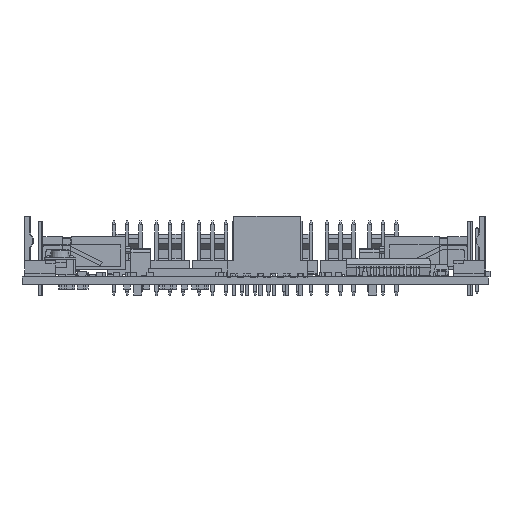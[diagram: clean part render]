
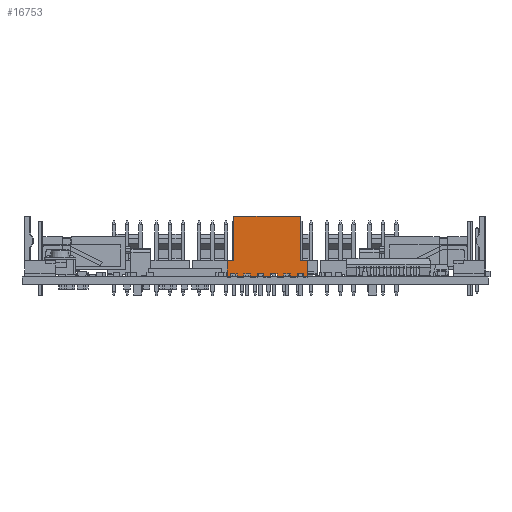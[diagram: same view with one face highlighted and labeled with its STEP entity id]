
A CAD part, front view. The second image highlights one B-rep face of the part: STEP entity #16753.
In plain terms, the highlighted face is planar.
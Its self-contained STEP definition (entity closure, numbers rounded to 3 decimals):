
#13303 = VERTEX_POINT('',#13304);
#13304 = CARTESIAN_POINT('',(0.635,-0.953,-2.87));
#13321 = VERTEX_POINT('',#13322);
#13322 = CARTESIAN_POINT('',(0.635,-1.588,-2.87));
#13328 = EDGE_CURVE('',#13303,#13321,#13329,.T.);
#13329 = LINE('',#13330,#13331);
#13330 = CARTESIAN_POINT('',(0.635,-1.27,-2.87));
#13331 = VECTOR('',#13332,1.);
#13332 = DIRECTION('',(0.,-1.,0.));
#13362 = VERTEX_POINT('',#13363);
#13363 = CARTESIAN_POINT('',(-0.635,-1.588,-2.87));
#13369 = EDGE_CURVE('',#13362,#13321,#13370,.T.);
#13370 = LINE('',#13371,#13372);
#13371 = CARTESIAN_POINT('',(0.,-1.588,-2.87));
#13372 = VECTOR('',#13373,1.);
#13373 = DIRECTION('',(1.,0.,0.));
#13484 = EDGE_CURVE('',#13485,#13303,#13487,.T.);
#13485 = VERTEX_POINT('',#13486);
#13486 = CARTESIAN_POINT('',(1.905,-0.953,-2.87));
#13487 = LINE('',#13488,#13489);
#13488 = CARTESIAN_POINT('',(1.27,-0.953,-2.87));
#13489 = VECTOR('',#13490,1.);
#13490 = DIRECTION('',(-1.,0.,0.));
#13509 = VERTEX_POINT('',#13510);
#13510 = CARTESIAN_POINT('',(-0.635,-0.953,-2.87));
#13516 = EDGE_CURVE('',#13362,#13509,#13517,.T.);
#13517 = LINE('',#13518,#13519);
#13518 = CARTESIAN_POINT('',(-0.635,-1.27,-2.87));
#13519 = VECTOR('',#13520,1.);
#13520 = DIRECTION('',(0.,1.,0.));
#13555 = EDGE_CURVE('',#13556,#13485,#13558,.T.);
#13556 = VERTEX_POINT('',#13557);
#13557 = CARTESIAN_POINT('',(1.905,-1.588,-2.87));
#13558 = LINE('',#13559,#13560);
#13559 = CARTESIAN_POINT('',(1.905,-1.27,-2.87));
#13560 = VECTOR('',#13561,1.);
#13561 = DIRECTION('',(0.,1.,0.));
#13640 = VERTEX_POINT('',#13641);
#13641 = CARTESIAN_POINT('',(-1.905,-0.953,-2.87));
#13647 = EDGE_CURVE('',#13509,#13640,#13648,.T.);
#13648 = LINE('',#13649,#13650);
#13649 = CARTESIAN_POINT('',(-1.27,-0.953,-2.87));
#13650 = VECTOR('',#13651,1.);
#13651 = DIRECTION('',(-1.,0.,0.));
#13663 = EDGE_CURVE('',#13556,#13664,#13666,.T.);
#13664 = VERTEX_POINT('',#13665);
#13665 = CARTESIAN_POINT('',(3.175,-1.588,-2.87));
#13666 = LINE('',#13667,#13668);
#13667 = CARTESIAN_POINT('',(0.,-1.588,-2.87));
#13668 = VECTOR('',#13669,1.);
#13669 = DIRECTION('',(1.,0.,0.));
#13782 = VERTEX_POINT('',#13783);
#13783 = CARTESIAN_POINT('',(-1.905,-1.588,-2.87));
#13789 = EDGE_CURVE('',#13640,#13782,#13790,.T.);
#13790 = LINE('',#13791,#13792);
#13791 = CARTESIAN_POINT('',(-1.905,-1.27,-2.87));
#13792 = VECTOR('',#13793,1.);
#13793 = DIRECTION('',(0.,-1.,0.));
#13844 = VERTEX_POINT('',#13845);
#13845 = CARTESIAN_POINT('',(3.175,-0.953,-2.87));
#13860 = EDGE_CURVE('',#13844,#13664,#13861,.T.);
#13861 = LINE('',#13862,#13863);
#13862 = CARTESIAN_POINT('',(3.175,-1.27,-2.87));
#13863 = VECTOR('',#13864,1.);
#13864 = DIRECTION('',(0.,-1.,0.));
#13894 = VERTEX_POINT('',#13895);
#13895 = CARTESIAN_POINT('',(-3.175,-1.588,-2.87));
#13901 = EDGE_CURVE('',#13894,#13782,#13902,.T.);
#13902 = LINE('',#13903,#13904);
#13903 = CARTESIAN_POINT('',(0.,-1.588,-2.87));
#13904 = VECTOR('',#13905,1.);
#13905 = DIRECTION('',(1.,0.,0.));
#14016 = EDGE_CURVE('',#14017,#13844,#14019,.T.);
#14017 = VERTEX_POINT('',#14018);
#14018 = CARTESIAN_POINT('',(4.445,-0.953,-2.87));
#14019 = LINE('',#14020,#14021);
#14020 = CARTESIAN_POINT('',(3.81,-0.953,-2.87));
#14021 = VECTOR('',#14022,1.);
#14022 = DIRECTION('',(-1.,0.,0.));
#14041 = VERTEX_POINT('',#14042);
#14042 = CARTESIAN_POINT('',(-3.175,-0.953,-2.87));
#14048 = EDGE_CURVE('',#13894,#14041,#14049,.T.);
#14049 = LINE('',#14050,#14051);
#14050 = CARTESIAN_POINT('',(-3.175,-1.27,-2.87));
#14051 = VECTOR('',#14052,1.);
#14052 = DIRECTION('',(0.,1.,0.));
#14087 = EDGE_CURVE('',#14088,#14017,#14090,.T.);
#14088 = VERTEX_POINT('',#14089);
#14089 = CARTESIAN_POINT('',(4.445,-1.588,-2.87));
#14090 = LINE('',#14091,#14092);
#14091 = CARTESIAN_POINT('',(4.445,-1.27,-2.87));
#14092 = VECTOR('',#14093,1.);
#14093 = DIRECTION('',(0.,1.,0.));
#14172 = VERTEX_POINT('',#14173);
#14173 = CARTESIAN_POINT('',(-4.445,-0.953,-2.87));
#14179 = EDGE_CURVE('',#14041,#14172,#14180,.T.);
#14180 = LINE('',#14181,#14182);
#14181 = CARTESIAN_POINT('',(-3.81,-0.953,-2.87));
#14182 = VECTOR('',#14183,1.);
#14183 = DIRECTION('',(-1.,0.,0.));
#14195 = EDGE_CURVE('',#14088,#14196,#14198,.T.);
#14196 = VERTEX_POINT('',#14197);
#14197 = CARTESIAN_POINT('',(5.715,-1.588,-2.87));
#14198 = LINE('',#14199,#14200);
#14199 = CARTESIAN_POINT('',(0.,-1.588,-2.87));
#14200 = VECTOR('',#14201,1.);
#14201 = DIRECTION('',(1.,0.,0.));
#14314 = VERTEX_POINT('',#14315);
#14315 = CARTESIAN_POINT('',(-4.445,-1.588,-2.87));
#14321 = EDGE_CURVE('',#14172,#14314,#14322,.T.);
#14322 = LINE('',#14323,#14324);
#14323 = CARTESIAN_POINT('',(-4.445,-1.27,-2.87));
#14324 = VECTOR('',#14325,1.);
#14325 = DIRECTION('',(0.,-1.,0.));
#14376 = VERTEX_POINT('',#14377);
#14377 = CARTESIAN_POINT('',(5.715,-0.953,-2.87));
#14392 = EDGE_CURVE('',#14376,#14196,#14393,.T.);
#14393 = LINE('',#14394,#14395);
#14394 = CARTESIAN_POINT('',(5.715,-1.27,-2.87));
#14395 = VECTOR('',#14396,1.);
#14396 = DIRECTION('',(0.,-1.,0.));
#14426 = VERTEX_POINT('',#14427);
#14427 = CARTESIAN_POINT('',(-5.715,-1.588,-2.87));
#14433 = EDGE_CURVE('',#14426,#14314,#14434,.T.);
#14434 = LINE('',#14435,#14436);
#14435 = CARTESIAN_POINT('',(0.,-1.588,-2.87));
#14436 = VECTOR('',#14437,1.);
#14437 = DIRECTION('',(1.,0.,0.));
#14548 = EDGE_CURVE('',#14549,#14376,#14551,.T.);
#14549 = VERTEX_POINT('',#14550);
#14550 = CARTESIAN_POINT('',(6.985,-0.953,-2.87));
#14551 = LINE('',#14552,#14553);
#14552 = CARTESIAN_POINT('',(6.35,-0.953,-2.87));
#14553 = VECTOR('',#14554,1.);
#14554 = DIRECTION('',(-1.,0.,0.));
#14573 = VERTEX_POINT('',#14574);
#14574 = CARTESIAN_POINT('',(-5.715,-0.953,-2.87));
#14580 = EDGE_CURVE('',#14426,#14573,#14581,.T.);
#14581 = LINE('',#14582,#14583);
#14582 = CARTESIAN_POINT('',(-5.715,-1.27,-2.87));
#14583 = VECTOR('',#14584,1.);
#14584 = DIRECTION('',(0.,1.,0.));
#14659 = EDGE_CURVE('',#14660,#14549,#14662,.T.);
#14660 = VERTEX_POINT('',#14661);
#14661 = CARTESIAN_POINT('',(6.985,-1.588,-2.87));
#14662 = LINE('',#14663,#14664);
#14663 = CARTESIAN_POINT('',(6.985,-1.27,-2.87));
#14664 = VECTOR('',#14665,1.);
#14665 = DIRECTION('',(0.,1.,0.));
#14975 = VERTEX_POINT('',#14976);
#14976 = CARTESIAN_POINT('',(-6.985,-0.953,-2.87));
#14982 = EDGE_CURVE('',#14573,#14975,#14983,.T.);
#14983 = LINE('',#14984,#14985);
#14984 = CARTESIAN_POINT('',(-6.35,-0.953,-2.87));
#14985 = VECTOR('',#14986,1.);
#14986 = DIRECTION('',(-1.,0.,0.));
#15271 = VERTEX_POINT('',#15272);
#15272 = CARTESIAN_POINT('',(7.62,-1.588,-2.87));
#15285 = EDGE_CURVE('',#14660,#15271,#15286,.T.);
#15286 = LINE('',#15287,#15288);
#15287 = CARTESIAN_POINT('',(0.,-1.588,-2.87));
#15288 = VECTOR('',#15289,1.);
#15289 = DIRECTION('',(1.,0.,0.));
#15814 = VERTEX_POINT('',#15815);
#15815 = CARTESIAN_POINT('',(-6.985,-1.588,-2.87));
#15821 = EDGE_CURVE('',#14975,#15814,#15822,.T.);
#15822 = LINE('',#15823,#15824);
#15823 = CARTESIAN_POINT('',(-6.985,-1.27,-2.87));
#15824 = VECTOR('',#15825,1.);
#15825 = DIRECTION('',(0.,-1.,0.));
#15840 = VERTEX_POINT('',#15841);
#15841 = CARTESIAN_POINT('',(-6.35,10.097,-2.87));
#15847 = EDGE_CURVE('',#15848,#15840,#15850,.T.);
#15848 = VERTEX_POINT('',#15849);
#15849 = CARTESIAN_POINT('',(-6.35,1.588,-2.87));
#15850 = LINE('',#15851,#15852);
#15851 = CARTESIAN_POINT('',(-6.35,4.255,-2.87));
#15852 = VECTOR('',#15853,1.);
#15853 = DIRECTION('',(0.,1.,0.));
#15878 = VERTEX_POINT('',#15879);
#15879 = CARTESIAN_POINT('',(6.35,10.097,-2.87));
#15885 = EDGE_CURVE('',#15840,#15878,#15886,.T.);
#15886 = LINE('',#15887,#15888);
#15887 = CARTESIAN_POINT('',(0.,10.097,-2.87));
#15888 = VECTOR('',#15889,1.);
#15889 = DIRECTION('',(1.,0.,0.));
#15911 = VERTEX_POINT('',#15912);
#15912 = CARTESIAN_POINT('',(6.35,1.588,-2.87));
#15918 = EDGE_CURVE('',#15878,#15911,#15919,.T.);
#15919 = LINE('',#15920,#15921);
#15920 = CARTESIAN_POINT('',(6.35,4.255,-2.87));
#15921 = VECTOR('',#15922,1.);
#15922 = DIRECTION('',(0.,-1.,0.));
#16426 = EDGE_CURVE('',#16427,#15271,#16429,.T.);
#16427 = VERTEX_POINT('',#16428);
#16428 = CARTESIAN_POINT('',(7.62,1.588,-2.87));
#16429 = LINE('',#16430,#16431);
#16430 = CARTESIAN_POINT('',(7.62,4.255,-2.87));
#16431 = VECTOR('',#16432,1.);
#16432 = DIRECTION('',(0.,-1.,0.));
#16734 = VERTEX_POINT('',#16735);
#16735 = CARTESIAN_POINT('',(-7.62,-1.588,-2.87));
#16741 = EDGE_CURVE('',#15814,#16734,#16742,.T.);
#16742 = LINE('',#16743,#16744);
#16743 = CARTESIAN_POINT('',(0.,-1.588,-2.87));
#16744 = VECTOR('',#16745,1.);
#16745 = DIRECTION('',(-1.,0.,0.));
#16753 = ADVANCED_FACE('',(#16754),#16805,.T.);
#16754 = FACE_BOUND('',#16755,.T.);
#16755 = EDGE_LOOP('',(#16756,#16757,#16758,#16759,#16760,#16761,#16762,
    #16763,#16764,#16765,#16766,#16767,#16768,#16769,#16770,#16771,
    #16772,#16773,#16774,#16775,#16776,#16777,#16778,#16779,#16780,
    #16788,#16794,#16795,#16796,#16797,#16803,#16804));
#16756 = ORIENTED_EDGE('',*,*,#14659,.T.);
#16757 = ORIENTED_EDGE('',*,*,#14548,.T.);
#16758 = ORIENTED_EDGE('',*,*,#14392,.T.);
#16759 = ORIENTED_EDGE('',*,*,#14195,.F.);
#16760 = ORIENTED_EDGE('',*,*,#14087,.T.);
#16761 = ORIENTED_EDGE('',*,*,#14016,.T.);
#16762 = ORIENTED_EDGE('',*,*,#13860,.T.);
#16763 = ORIENTED_EDGE('',*,*,#13663,.F.);
#16764 = ORIENTED_EDGE('',*,*,#13555,.T.);
#16765 = ORIENTED_EDGE('',*,*,#13484,.T.);
#16766 = ORIENTED_EDGE('',*,*,#13328,.T.);
#16767 = ORIENTED_EDGE('',*,*,#13369,.F.);
#16768 = ORIENTED_EDGE('',*,*,#13516,.T.);
#16769 = ORIENTED_EDGE('',*,*,#13647,.T.);
#16770 = ORIENTED_EDGE('',*,*,#13789,.T.);
#16771 = ORIENTED_EDGE('',*,*,#13901,.F.);
#16772 = ORIENTED_EDGE('',*,*,#14048,.T.);
#16773 = ORIENTED_EDGE('',*,*,#14179,.T.);
#16774 = ORIENTED_EDGE('',*,*,#14321,.T.);
#16775 = ORIENTED_EDGE('',*,*,#14433,.F.);
#16776 = ORIENTED_EDGE('',*,*,#14580,.T.);
#16777 = ORIENTED_EDGE('',*,*,#14982,.T.);
#16778 = ORIENTED_EDGE('',*,*,#15821,.T.);
#16779 = ORIENTED_EDGE('',*,*,#16741,.T.);
#16780 = ORIENTED_EDGE('',*,*,#16781,.T.);
#16781 = EDGE_CURVE('',#16734,#16782,#16784,.T.);
#16782 = VERTEX_POINT('',#16783);
#16783 = CARTESIAN_POINT('',(-7.62,1.588,-2.87));
#16784 = LINE('',#16785,#16786);
#16785 = CARTESIAN_POINT('',(-7.62,0.,-2.87));
#16786 = VECTOR('',#16787,1.);
#16787 = DIRECTION('',(0.,1.,0.));
#16788 = ORIENTED_EDGE('',*,*,#16789,.F.);
#16789 = EDGE_CURVE('',#15848,#16782,#16790,.T.);
#16790 = LINE('',#16791,#16792);
#16791 = CARTESIAN_POINT('',(0.,1.588,-2.87));
#16792 = VECTOR('',#16793,1.);
#16793 = DIRECTION('',(-1.,0.,0.));
#16794 = ORIENTED_EDGE('',*,*,#15847,.T.);
#16795 = ORIENTED_EDGE('',*,*,#15885,.T.);
#16796 = ORIENTED_EDGE('',*,*,#15918,.T.);
#16797 = ORIENTED_EDGE('',*,*,#16798,.F.);
#16798 = EDGE_CURVE('',#16427,#15911,#16799,.T.);
#16799 = LINE('',#16800,#16801);
#16800 = CARTESIAN_POINT('',(0.,1.588,-2.87));
#16801 = VECTOR('',#16802,1.);
#16802 = DIRECTION('',(-1.,0.,0.));
#16803 = ORIENTED_EDGE('',*,*,#16426,.T.);
#16804 = ORIENTED_EDGE('',*,*,#15285,.F.);
#16805 = PLANE('',#16806);
#16806 = AXIS2_PLACEMENT_3D('',#16807,#16808,#16809);
#16807 = CARTESIAN_POINT('',(-7.925,-1.821,-2.87));
#16808 = DIRECTION('',(0.,0.,-1.));
#16809 = DIRECTION('',(0.,1.,0.));
